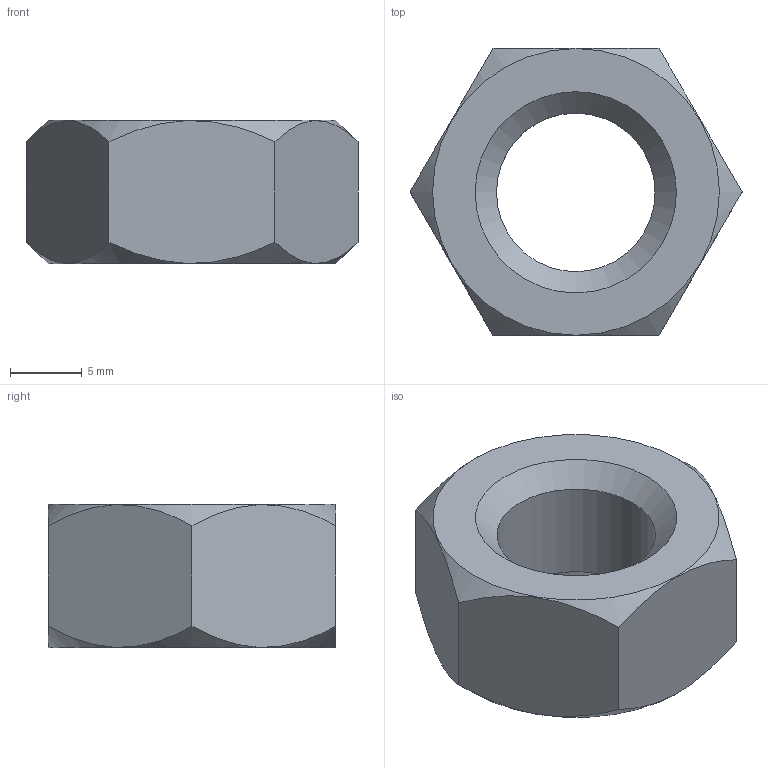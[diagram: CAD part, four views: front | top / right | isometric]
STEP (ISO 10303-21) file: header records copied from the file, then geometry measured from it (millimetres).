
FILE_DESCRIPTION(/* description */ (''),/* implementation_level */ '2;1');
FILE_NAME(/* name */ '4590bb8a-4965-4730-a89b-10118f795ca0.stp',/* time_stamp */ '2024-07-11T14:22:25Z',/* author */ (''),/* organization */ (''),/* preprocessor_version */ 'ST-DEVELOPER v20',/* originating_system */ 'Autodesk Translation Framework v13.14.0.145',/* authorisation */ '');
FILE_SCHEMA (('AUTOMOTIVE_DESIGN { 1 0 10303 214 3 1 1 }'));
Length unit declared in the file: millimetre
Products named in the file (1): screw
Bounding box: 23.09 x 20 x 10 mm (x, y, z)
Volume: 2394.4 mm3; surface area: 1438.9 mm2
Topology: 1 solids, 1 shells, 13 faces, 29 edges, 18 vertices
Faces by surface type: plane 8, cone 4, cylinder 1
Full cylindrical faces by diameter (mm): 11.035 x1
Entity records: 382 total; most frequent: CARTESIAN_POINT 85, ORIENTED_EDGE 58, DIRECTION 51, EDGE_CURVE 29, AXIS2_PLACEMENT_3D 20, VERTEX_POINT 18, EDGE_LOOP 15, FACE_OUTER_BOUND 13
